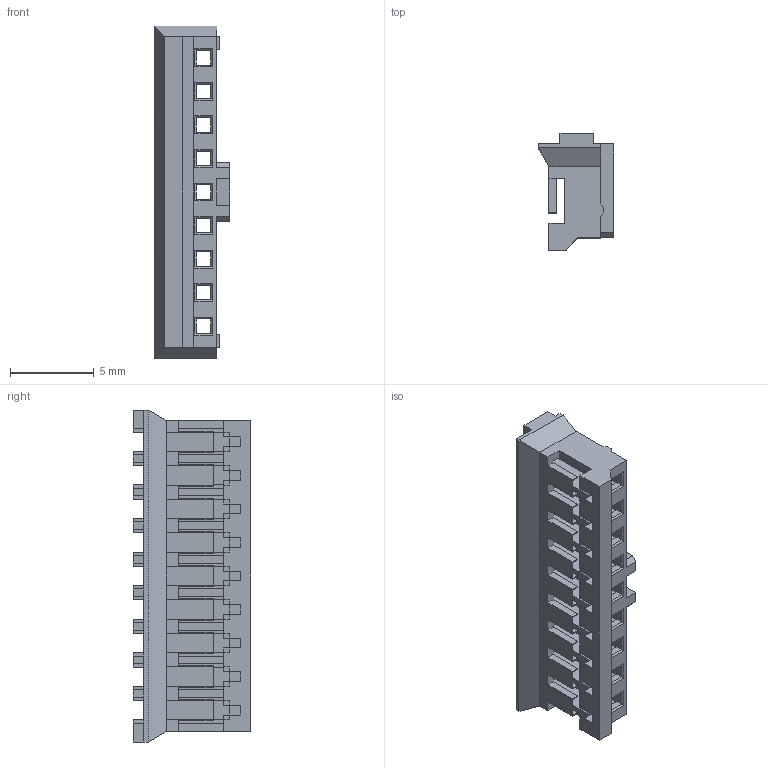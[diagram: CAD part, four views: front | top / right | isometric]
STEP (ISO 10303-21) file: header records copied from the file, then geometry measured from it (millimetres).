
FILE_DESCRIPTION((' '),'2;1');
FILE_NAME( 'PHR-9.stp', '2022-09-02T12:22:12', (' '), ('--- Datakit www.datakit.com---'), ' Datakit CrossCadWare V2022.3 Jun 15 2022', 'DATAKIT 2022 (c)', ' ');
FILE_SCHEMA(('AP242_MANAGED_MODEL_BASED_3D_ENGINEERING_MIM_LF { 1 0 10303 442 1 1 4 }'));
Length unit declared in the file: millimetre
Products named in the file (1): PHR-9
Bounding box: 4.5 x 7 x 19.8 mm (x, y, z)
Volume: 163 mm3; surface area: 837.7 mm2
Topology: 1 solids, 1 shells, 400 faces, 1208 edges, 792 vertices
Faces by surface type: plane 400
Entity records: 13305 total; most frequent: ORIENTED_EDGE 2416, CARTESIAN_POINT 2401, DIRECTION 2010, VECTOR 1208, LINE 1208, EDGE_CURVE 1208, VERTEX_POINT 792, EDGE_LOOP 418
